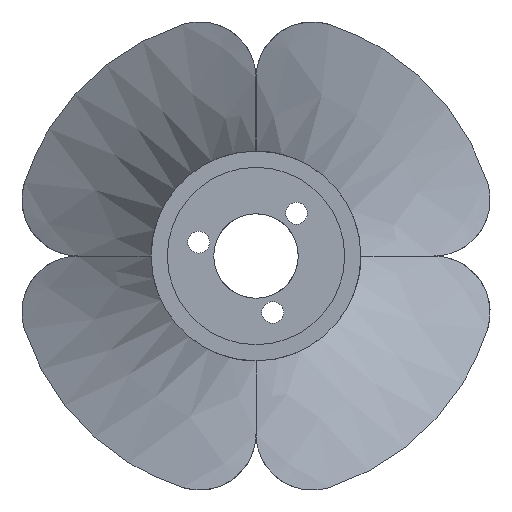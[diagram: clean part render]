
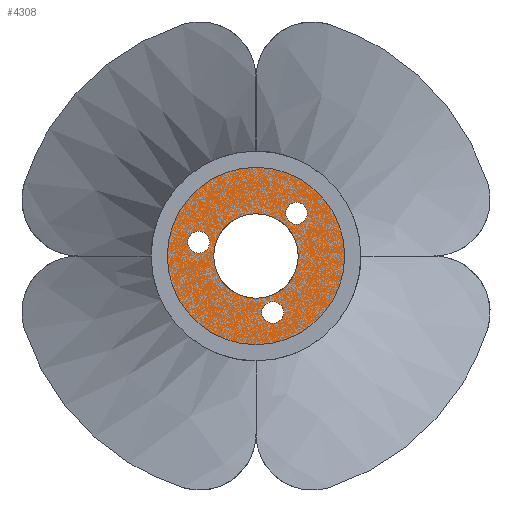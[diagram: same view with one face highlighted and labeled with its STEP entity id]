
A CAD part, front view. The second image highlights one B-rep face of the part: STEP entity #4308.
In plain terms, the highlighted planar face has unit normal (0, -1, 0).
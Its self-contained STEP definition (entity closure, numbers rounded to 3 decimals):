
#45 = AXIS2_PLACEMENT_3D ( 'NONE', #88, #2988, #2590 ) ;
#88 = CARTESIAN_POINT ( 'NONE',  ( 0., 16.1, 0. ) ) ;
#101 = FACE_BOUND ( 'NONE', #5214, .T. ) ;
#159 = DIRECTION ( 'NONE',  ( 0., 0., 1. ) ) ;
#180 = AXIS2_PLACEMENT_3D ( 'NONE', #525, #5307, #1005 ) ;
#185 = DIRECTION ( 'NONE',  ( 0., 0., 1. ) ) ;
#235 = DIRECTION ( 'NONE',  ( 0., 1., 0. ) ) ;
#268 = CARTESIAN_POINT ( 'NONE',  ( 0., 16.1, 0. ) ) ;
#282 = CIRCLE ( 'NONE', #818, 6. ) ;
#407 = VERTEX_POINT ( 'NONE', #691 ) ;
#420 = DIRECTION ( 'NONE',  ( 0., -1., 0. ) ) ;
#440 = DIRECTION ( 'NONE',  ( 0., 1., 0. ) ) ;
#525 = CARTESIAN_POINT ( 'NONE',  ( 2.378, 16.1, -8.027 ) ) ;
#536 = VERTEX_POINT ( 'NONE', #1226 ) ;
#595 = EDGE_LOOP ( 'NONE', ( #728, #5488 ) ) ;
#691 = CARTESIAN_POINT ( 'NONE',  ( -8.14, 16.1, 0.404 ) ) ;
#728 = ORIENTED_EDGE ( 'NONE', *, *, #3444, .F. ) ;
#739 = CIRCLE ( 'NONE', #3777, 1.55 ) ;
#775 = DIRECTION ( 'NONE',  ( 0., -1., 0. ) ) ;
#777 = ORIENTED_EDGE ( 'NONE', *, *, #1743, .F. ) ;
#818 = AXIS2_PLACEMENT_3D ( 'NONE', #1848, #235, #185 ) ;
#833 = CARTESIAN_POINT ( 'NONE',  ( 0., 16.1, 0. ) ) ;
#839 = ORIENTED_EDGE ( 'NONE', *, *, #3647, .F. ) ;
#909 = CARTESIAN_POINT ( 'NONE',  ( 2.378, 16.1, -6.477 ) ) ;
#938 = DIRECTION ( 'NONE',  ( 0., 0., 1. ) ) ;
#962 = EDGE_CURVE ( 'NONE', #407, #1221, #3321, .T. ) ;
#965 = PLANE ( 'NONE',  #3122 ) ;
#1005 = DIRECTION ( 'NONE',  ( 0., 0., 1. ) ) ;
#1035 = ORIENTED_EDGE ( 'NONE', *, *, #4064, .F. ) ;
#1108 = VERTEX_POINT ( 'NONE', #1129 ) ;
#1129 = CARTESIAN_POINT ( 'NONE',  ( 2.378, 16.1, -9.577 ) ) ;
#1192 = CARTESIAN_POINT ( 'NONE',  ( -8.14, 16.1, 1.954 ) ) ;
#1221 = VERTEX_POINT ( 'NONE', #4735 ) ;
#1226 = CARTESIAN_POINT ( 'NONE',  ( 0., 16.1, -6. ) ) ;
#1255 = EDGE_LOOP ( 'NONE', ( #1583, #4811 ) ) ;
#1282 = CARTESIAN_POINT ( 'NONE',  ( 5.762, 16.1, 6.073 ) ) ;
#1291 = CIRCLE ( 'NONE', #1999, 1.55 ) ;
#1353 = CARTESIAN_POINT ( 'NONE',  ( -8.14, 16.1, 1.954 ) ) ;
#1431 = CARTESIAN_POINT ( 'NONE',  ( 0., 16.1, 12.6 ) ) ;
#1583 = ORIENTED_EDGE ( 'NONE', *, *, #2873, .T. ) ;
#1589 = AXIS2_PLACEMENT_3D ( 'NONE', #2737, #4926, #5369 ) ;
#1631 = DIRECTION ( 'NONE',  ( 0., 1., 0. ) ) ;
#1708 = AXIS2_PLACEMENT_3D ( 'NONE', #1192, #775, #2884 ) ;
#1743 = EDGE_CURVE ( 'NONE', #3258, #1108, #4461, .T. ) ;
#1796 = FACE_BOUND ( 'NONE', #3033, .T. ) ;
#1848 = CARTESIAN_POINT ( 'NONE',  ( 0., 16.1, 0. ) ) ;
#1937 = DIRECTION ( 'NONE',  ( 0., 0., 1. ) ) ;
#1999 = AXIS2_PLACEMENT_3D ( 'NONE', #1353, #4769, #938 ) ;
#2015 = VERTEX_POINT ( 'NONE', #3575 ) ;
#2076 = ORIENTED_EDGE ( 'NONE', *, *, #5420, .F. ) ;
#2276 = EDGE_CURVE ( 'NONE', #5457, #2843, #4986, .T. ) ;
#2440 = CIRCLE ( 'NONE', #45, 12.6 ) ;
#2590 = DIRECTION ( 'NONE',  ( 0., 0., 1. ) ) ;
#2631 = CARTESIAN_POINT ( 'NONE',  ( 2.378, 16.1, -8.027 ) ) ;
#2649 = ORIENTED_EDGE ( 'NONE', *, *, #2276, .F. ) ;
#2657 = CARTESIAN_POINT ( 'NONE',  ( 0., 16.1, 0. ) ) ;
#2691 = CARTESIAN_POINT ( 'NONE',  ( 0., 16.1, -12.6 ) ) ;
#2737 = CARTESIAN_POINT ( 'NONE',  ( 5.762, 16.1, 6.073 ) ) ;
#2843 = VERTEX_POINT ( 'NONE', #2976 ) ;
#2873 = EDGE_CURVE ( 'NONE', #2015, #536, #4227, .T. ) ;
#2884 = DIRECTION ( 'NONE',  ( 0., 0., 1. ) ) ;
#2965 = VERTEX_POINT ( 'NONE', #1431 ) ;
#2976 = CARTESIAN_POINT ( 'NONE',  ( 5.762, 16.1, 4.523 ) ) ;
#2982 = DIRECTION ( 'NONE',  ( 0., 0., 1. ) ) ;
#2983 = VERTEX_POINT ( 'NONE', #2691 ) ;
#2988 = DIRECTION ( 'NONE',  ( 0., 1., 0. ) ) ;
#3033 = EDGE_LOOP ( 'NONE', ( #777, #5013 ) ) ;
#3058 = DIRECTION ( 'NONE',  ( 0., 0., 1. ) ) ;
#3079 = FACE_OUTER_BOUND ( 'NONE', #4423, .T. ) ;
#3122 = AXIS2_PLACEMENT_3D ( 'NONE', #2657, #5268, #159 ) ;
#3258 = VERTEX_POINT ( 'NONE', #909 ) ;
#3321 = CIRCLE ( 'NONE', #1708, 1.55 ) ;
#3430 = EDGE_CURVE ( 'NONE', #1108, #3258, #4150, .T. ) ;
#3444 = EDGE_CURVE ( 'NONE', #1221, #407, #1291, .T. ) ;
#3505 = FACE_BOUND ( 'NONE', #1255, .T. ) ;
#3539 = CARTESIAN_POINT ( 'NONE',  ( 5.762, 16.1, 7.623 ) ) ;
#3575 = CARTESIAN_POINT ( 'NONE',  ( 0., 16.1, 6. ) ) ;
#3647 = EDGE_CURVE ( 'NONE', #2965, #2983, #2440, .T. ) ;
#3777 = AXIS2_PLACEMENT_3D ( 'NONE', #1282, #420, #2982 ) ;
#3840 = CIRCLE ( 'NONE', #4022, 12.6 ) ;
#4022 = AXIS2_PLACEMENT_3D ( 'NONE', #268, #1631, #1937 ) ;
#4064 = EDGE_CURVE ( 'NONE', #2983, #2965, #3840, .T. ) ;
#4150 = CIRCLE ( 'NONE', #4593, 1.55 ) ;
#4227 = CIRCLE ( 'NONE', #4677, 6. ) ;
#4308 = ADVANCED_FACE ( 'NONE', ( #4350, #101, #1796, #3505, #3079 ), #965, .F. ) ;
#4350 = FACE_BOUND ( 'NONE', #595, .T. ) ;
#4423 = EDGE_LOOP ( 'NONE', ( #1035, #839 ) ) ;
#4461 = CIRCLE ( 'NONE', #180, 1.55 ) ;
#4593 = AXIS2_PLACEMENT_3D ( 'NONE', #2631, #4878, #4849 ) ;
#4677 = AXIS2_PLACEMENT_3D ( 'NONE', #833, #440, #3058 ) ;
#4735 = CARTESIAN_POINT ( 'NONE',  ( -8.14, 16.1, 3.504 ) ) ;
#4769 = DIRECTION ( 'NONE',  ( 0., -1., 0. ) ) ;
#4811 = ORIENTED_EDGE ( 'NONE', *, *, #5009, .T. ) ;
#4849 = DIRECTION ( 'NONE',  ( 0., 0., 1. ) ) ;
#4878 = DIRECTION ( 'NONE',  ( 0., -1., 0. ) ) ;
#4926 = DIRECTION ( 'NONE',  ( 0., -1., 0. ) ) ;
#4986 = CIRCLE ( 'NONE', #1589, 1.55 ) ;
#5009 = EDGE_CURVE ( 'NONE', #536, #2015, #282, .T. ) ;
#5013 = ORIENTED_EDGE ( 'NONE', *, *, #3430, .F. ) ;
#5214 = EDGE_LOOP ( 'NONE', ( #2649, #2076 ) ) ;
#5268 = DIRECTION ( 'NONE',  ( 0., 1., 0. ) ) ;
#5307 = DIRECTION ( 'NONE',  ( 0., -1., 0. ) ) ;
#5369 = DIRECTION ( 'NONE',  ( 0., 0., 1. ) ) ;
#5420 = EDGE_CURVE ( 'NONE', #2843, #5457, #739, .T. ) ;
#5457 = VERTEX_POINT ( 'NONE', #3539 ) ;
#5488 = ORIENTED_EDGE ( 'NONE', *, *, #962, .F. ) ;
